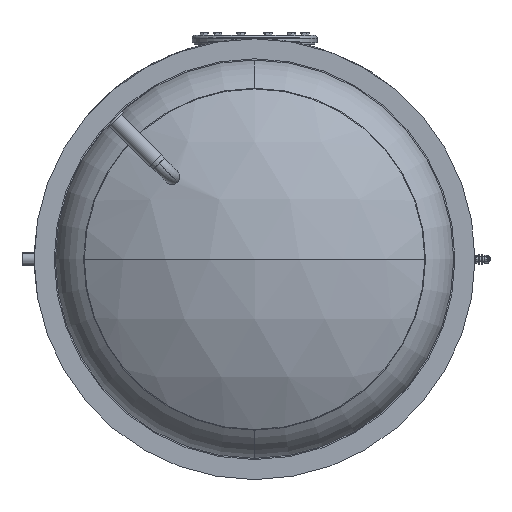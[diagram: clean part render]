
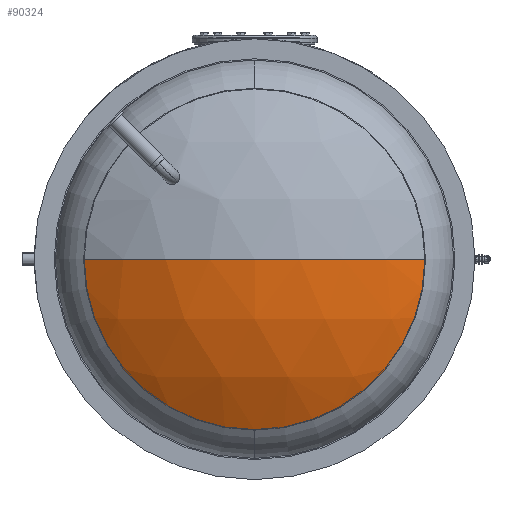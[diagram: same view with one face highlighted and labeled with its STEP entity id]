
A CAD part, front view. The second image highlights one B-rep face of the part: STEP entity #90324.
In plain terms, the highlighted spherical face has radius 803 mm.
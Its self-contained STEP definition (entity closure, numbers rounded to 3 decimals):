
#3319 = EDGE_CURVE ( 'NONE', #142209, #149934, #292194, .T. ) ;
#5548 = CIRCLE ( 'NONE', #181582, 426.576 ) ;
#11516 = DIRECTION ( 'NONE',  ( -1., 0., 0. ) ) ;
#35448 = EDGE_LOOP ( 'NONE', ( #287024, #141007, #252759, #218213 ) ) ;
#43993 = CARTESIAN_POINT ( 'NONE',  ( 426.576, 150.825, 0. ) ) ;
#59724 = DIRECTION ( 'NONE',  ( 0., -1., 0. ) ) ;
#65305 = DIRECTION ( 'NONE',  ( 0., 0., -1. ) ) ;
#66597 = CARTESIAN_POINT ( 'NONE',  ( 0., -529.5, 0. ) ) ;
#73419 = VERTEX_POINT ( 'NONE', #265917 ) ;
#90324 = ADVANCED_FACE ( 'NONE', ( #301417 ), #181763, .T. ) ;
#99622 = AXIS2_PLACEMENT_3D ( 'NONE', #66597, #258938, #341366 ) ;
#100152 = DIRECTION ( 'NONE',  ( 0., 0., -1. ) ) ;
#103647 = DIRECTION ( 'NONE',  ( -1., 0., 0. ) ) ;
#114657 = CARTESIAN_POINT ( 'NONE',  ( 0., 150.825, 0. ) ) ;
#117902 = EDGE_CURVE ( 'NONE', #73419, #304215, #5548, .T. ) ;
#141007 = ORIENTED_EDGE ( 'NONE', *, *, #3319, .T. ) ;
#142134 = DIRECTION ( 'NONE',  ( 0., 0., -1. ) ) ;
#142209 = VERTEX_POINT ( 'NONE', #250261 ) ;
#149934 = VERTEX_POINT ( 'NONE', #43993 ) ;
#160191 = CARTESIAN_POINT ( 'NONE',  ( 0., 150.825, -426.576 ) ) ;
#171122 = CIRCLE ( 'NONE', #99622, 803. ) ;
#181582 = AXIS2_PLACEMENT_3D ( 'NONE', #256513, #312644, #226662 ) ;
#181763 = SPHERICAL_SURFACE ( 'NONE', #254345, 803. ) ;
#190816 = CIRCLE ( 'NONE', #265601, 426.576 ) ;
#200283 = CARTESIAN_POINT ( 'NONE',  ( 0., -529.5, 0. ) ) ;
#213318 = AXIS2_PLACEMENT_3D ( 'NONE', #200283, #65305, #11516 ) ;
#218213 = ORIENTED_EDGE ( 'NONE', *, *, #117902, .F. ) ;
#226662 = DIRECTION ( 'NONE',  ( 0., 0., -1. ) ) ;
#237913 = EDGE_CURVE ( 'NONE', #142209, #73419, #171122, .T. ) ;
#239857 = CARTESIAN_POINT ( 'NONE',  ( 0., -529.5, 0. ) ) ;
#250261 = CARTESIAN_POINT ( 'NONE',  ( 0., 273.5, 0. ) ) ;
#252759 = ORIENTED_EDGE ( 'NONE', *, *, #306355, .F. ) ;
#254345 = AXIS2_PLACEMENT_3D ( 'NONE', #239857, #100152, #103647 ) ;
#256513 = CARTESIAN_POINT ( 'NONE',  ( 0., 150.825, 0. ) ) ;
#258938 = DIRECTION ( 'NONE',  ( 0., 0., 1. ) ) ;
#265601 = AXIS2_PLACEMENT_3D ( 'NONE', #114657, #59724, #142134 ) ;
#265917 = CARTESIAN_POINT ( 'NONE',  ( -426.576, 150.825, 0. ) ) ;
#287024 = ORIENTED_EDGE ( 'NONE', *, *, #237913, .F. ) ;
#292194 = CIRCLE ( 'NONE', #213318, 803. ) ;
#301417 = FACE_OUTER_BOUND ( 'NONE', #35448, .T. ) ;
#304215 = VERTEX_POINT ( 'NONE', #160191 ) ;
#306355 = EDGE_CURVE ( 'NONE', #304215, #149934, #190816, .T. ) ;
#312644 = DIRECTION ( 'NONE',  ( 0., -1., 0. ) ) ;
#341366 = DIRECTION ( 'NONE',  ( 1., 0., 0. ) ) ;
